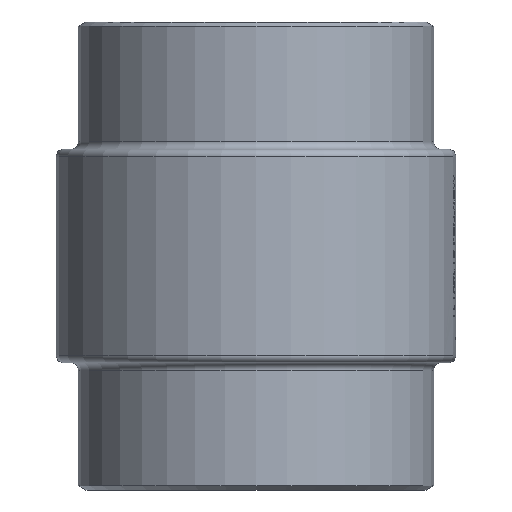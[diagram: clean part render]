
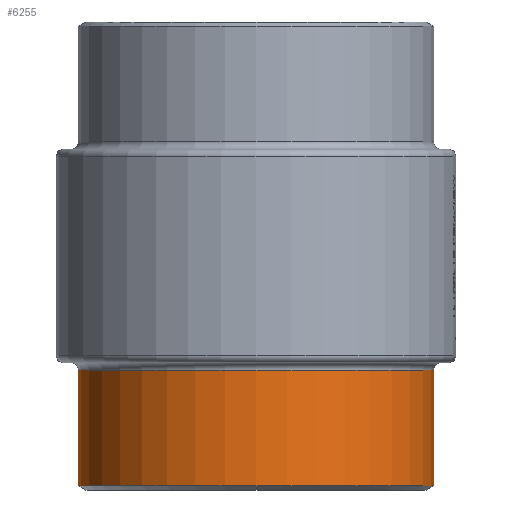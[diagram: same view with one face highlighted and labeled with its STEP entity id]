
A CAD part, front view. The second image highlights one B-rep face of the part: STEP entity #6255.
In plain terms, the highlighted cylindrical face has radius 69.85 mm (diameter 139.7 mm), a partial arc.
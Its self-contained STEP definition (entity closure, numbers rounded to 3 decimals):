
#106 = CIRCLE ( 'NONE', #24309, 69.85 ) ;
#165 = EDGE_CURVE ( 'NONE', #26772, #20307, #16694, .T. ) ;
#2638 = LINE ( 'NONE', #9003, #8221 ) ;
#4322 = CYLINDRICAL_SURFACE ( 'NONE', #17304, 69.85 ) ;
#4568 = VERTEX_POINT ( 'NONE', #10535 ) ;
#4718 = DIRECTION ( 'NONE',  ( 0., 0., -1. ) ) ;
#4770 = CARTESIAN_POINT ( 'NONE',  ( 69.85, 0., -137. ) ) ;
#6255 = ADVANCED_FACE ( 'NONE', ( #21239 ), #4322, .T. ) ;
#6788 = DIRECTION ( 'NONE',  ( 0., 0., -1. ) ) ;
#7189 = AXIS2_PLACEMENT_3D ( 'NONE', #19161, #19021, #10922 ) ;
#7519 = ORIENTED_EDGE ( 'NONE', *, *, #14346, .T. ) ;
#8221 = VECTOR ( 'NONE', #23730, 1000. ) ;
#8963 = CARTESIAN_POINT ( 'NONE',  ( 69.85, 0., -184. ) ) ;
#9003 = CARTESIAN_POINT ( 'NONE',  ( -69.85, 0., -184. ) ) ;
#10535 = CARTESIAN_POINT ( 'NONE',  ( -69.85, 0., -182.268 ) ) ;
#10922 = DIRECTION ( 'NONE',  ( 1., 0., 0. ) ) ;
#10971 = EDGE_CURVE ( 'NONE', #26772, #21633, #13139, .T. ) ;
#11855 = ORIENTED_EDGE ( 'NONE', *, *, #165, .T. ) ;
#12010 = CARTESIAN_POINT ( 'NONE',  ( -69.85, 0., -137. ) ) ;
#13139 = LINE ( 'NONE', #8963, #14713 ) ;
#14003 = EDGE_LOOP ( 'NONE', ( #11855, #7519, #23157, #22289 ) ) ;
#14346 = EDGE_CURVE ( 'NONE', #20307, #4568, #2638, .T. ) ;
#14713 = VECTOR ( 'NONE', #6788, 1000. ) ;
#15391 = DIRECTION ( 'NONE',  ( 0., 0., 1. ) ) ;
#16694 = CIRCLE ( 'NONE', #7189, 69.85 ) ;
#17304 = AXIS2_PLACEMENT_3D ( 'NONE', #19069, #4718, #19206 ) ;
#17565 = CARTESIAN_POINT ( 'NONE',  ( 0., 0., -182.268 ) ) ;
#19021 = DIRECTION ( 'NONE',  ( 0., 0., -1. ) ) ;
#19069 = CARTESIAN_POINT ( 'NONE',  ( 0., 0., -184. ) ) ;
#19161 = CARTESIAN_POINT ( 'NONE',  ( 0., 0., -137. ) ) ;
#19206 = DIRECTION ( 'NONE',  ( 1., 0., 0. ) ) ;
#19682 = CARTESIAN_POINT ( 'NONE',  ( 69.85, 0., -182.268 ) ) ;
#20307 = VERTEX_POINT ( 'NONE', #12010 ) ;
#21239 = FACE_OUTER_BOUND ( 'NONE', #14003, .T. ) ;
#21633 = VERTEX_POINT ( 'NONE', #19682 ) ;
#21866 = DIRECTION ( 'NONE',  ( 1., 0., 0. ) ) ;
#22289 = ORIENTED_EDGE ( 'NONE', *, *, #10971, .F. ) ;
#22582 = EDGE_CURVE ( 'NONE', #4568, #21633, #106, .T. ) ;
#23157 = ORIENTED_EDGE ( 'NONE', *, *, #22582, .T. ) ;
#23730 = DIRECTION ( 'NONE',  ( 0., 0., -1. ) ) ;
#24309 = AXIS2_PLACEMENT_3D ( 'NONE', #17565, #15391, #21866 ) ;
#26772 = VERTEX_POINT ( 'NONE', #4770 ) ;
